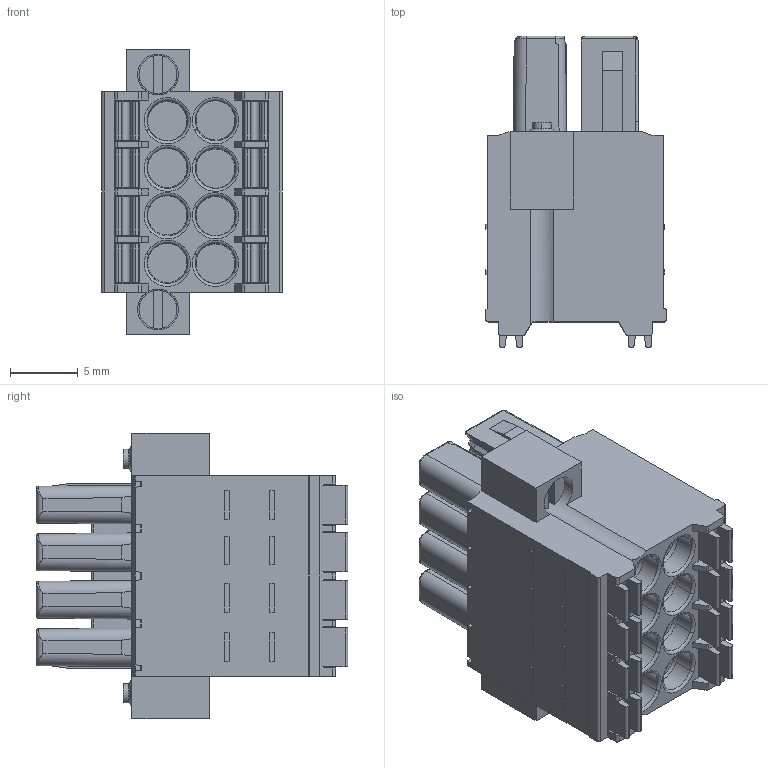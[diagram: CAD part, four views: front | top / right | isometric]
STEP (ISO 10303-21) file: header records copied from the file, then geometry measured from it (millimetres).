
FILE_DESCRIPTION((''),'2;1');
FILE_NAME('TLPSDW-010-1','2024-09-25T15:47:59',('sheji109'),(''),'CREO PARAMETRIC BY PTC INC, 2018100','CREO PARAMETRIC BY PTC INC, 2018100','');
FILE_SCHEMA(('CONFIG_CONTROL_DESIGN'));
Length unit declared in the file: millimetre
Products named in the file (1): TLPSDW-010-1
Bounding box: 13.31 x 22.95 x 21 mm (x, y, z)
Volume: 3365.3 mm3; surface area: 2644.6 mm2
Topology: 1 solids, 1 shells, 873 faces, 2333 edges, 1508 vertices
Faces by surface type: plane 506, cylinder 219, bspline 78, cone 36, torus 34
Entity records: 30900 total; most frequent: CARTESIAN_POINT 9943, ORIENTED_EDGE 4666, DIRECTION 3849, EDGE_CURVE 2333, VERTEX_POINT 1508, VECTOR 1503, LINE 1503, AXIS2_PLACEMENT_3D 1173
